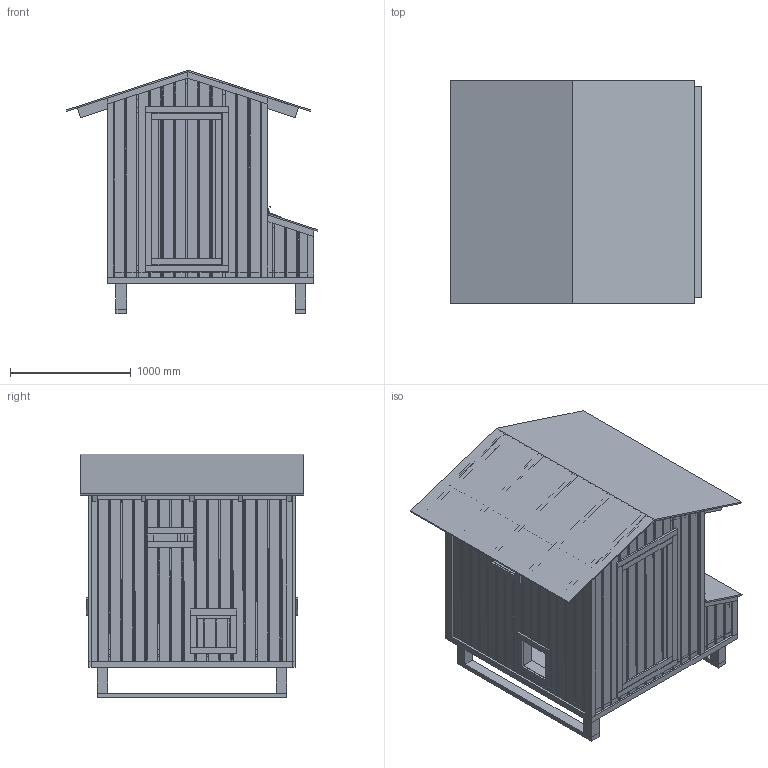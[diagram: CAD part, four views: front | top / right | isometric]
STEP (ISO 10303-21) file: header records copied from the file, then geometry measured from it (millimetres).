
FILE_DESCRIPTION(/* description */ (''),/* implementation_level */ '2;1');
FILE_NAME(/* name */ 'chicken coop A1',/* time_stamp */ '2024-11-29T19:18:23-07:00',/* author */ (''),/* organization */ (''),/* preprocessor_version */ 'ST-DEVELOPER v19.2',/* originating_system */ 'Rhino 8.12',/* authorisation */ '');
FILE_SCHEMA (('CONFIG_CONTROL_DESIGN'));
Length unit declared in the file: foot
Products named in the file (7): Document; Hinge Lid; Flashing; Door; Inside Truss; End Truss; glass frame assy
Bounding box: 2089.11 x 1854.2 x 2020.03 mm (x, y, z)
Volume: 397388357.7 mm3; surface area: 63533327.1 mm2
Topology: 162 solids, 231 shells, 1780 faces, 4494 edges, 3095 vertices
Faces by surface type: plane 1479, cylinder 301
Entity records: 44761 total; most frequent: CARTESIAN_POINT 13776, ORIENTED_EDGE 7399, EDGE_CURVE 4125, B_SPLINE_CURVE_WITH_KNOTS 3718, VERTEX_POINT 2837, DIRECTION 2480, AXIS2_PLACEMENT_3D 2052, EDGE_LOOP 1629
